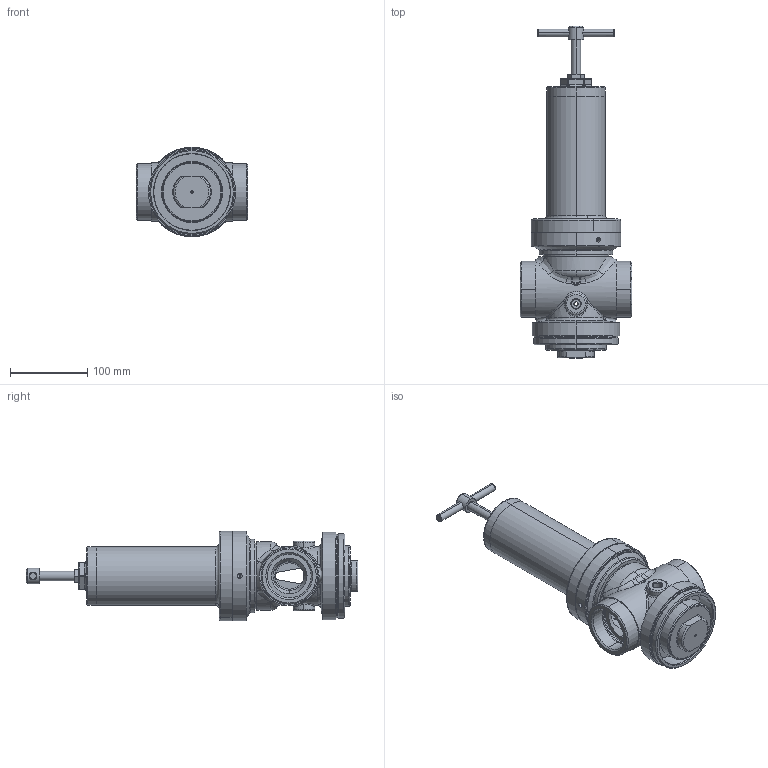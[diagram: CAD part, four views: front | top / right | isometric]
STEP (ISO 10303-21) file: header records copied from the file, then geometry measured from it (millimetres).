
FILE_DESCRIPTION (( 'STEP AP203' ), '1' );
FILE_NAME ('Typ_80-BG_III-G200M.STEP', '2021-03-16T10:04:59', ( '' ), ( '' ), 'SwSTEP 2.0', 'SolidWorks 2016', '' );
FILE_SCHEMA (( 'CONFIG_CONTROL_DESIGN' ));
Length unit declared in the file: millimetre
Products named in the file (1): Typ_80-BG_III-G200M
Bounding box: 145 x 430 x 116 mm (x, y, z)
Volume: 837638.3 mm3; surface area: 285798.8 mm2
Topology: 8 solids, 8 shells, 451 faces, 1026 edges, 602 vertices
Faces by surface type: cylinder 145, cone 125, torus 84, plane 57, bspline 32, sphere 8
Entity records: 17590 total; most frequent: CARTESIAN_POINT 7548, DIRECTION 2186, ORIENTED_EDGE 2036, EDGE_CURVE 1018, AXIS2_PLACEMENT_3D 960, VERTEX_POINT 602, CIRCLE 540, EDGE_LOOP 500
